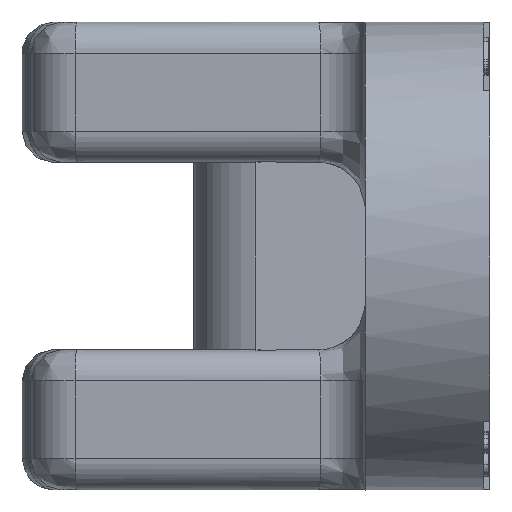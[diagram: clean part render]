
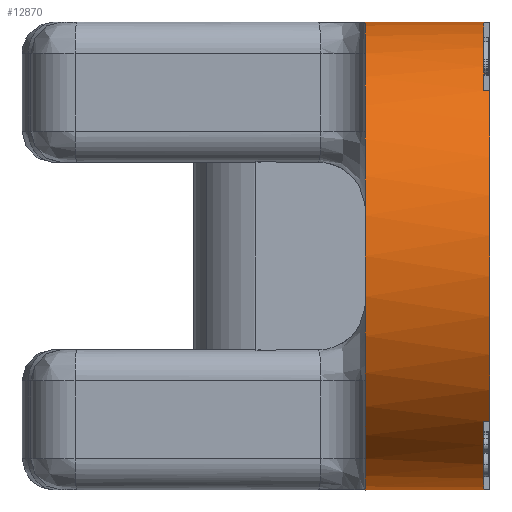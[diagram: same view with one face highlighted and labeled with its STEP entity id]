
A CAD part, left-side view. The second image highlights one B-rep face of the part: STEP entity #12870.
In plain terms, the highlighted cylindrical face has radius 7.5 mm (diameter 15 mm), a partial arc.
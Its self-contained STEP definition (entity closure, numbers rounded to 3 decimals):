
#5=DIRECTION('',(0.,1.,0.));
#6=VECTOR('',#5,3.8);
#7=CARTESIAN_POINT('',(0.,0.2,-7.5));
#8=LINE('',#7,#6);
#149=CARTESIAN_POINT('',(0.,4.,0.));
#150=DIRECTION('',(0.,-1.,0.));
#151=DIRECTION('',(0.,0.,1.));
#152=AXIS2_PLACEMENT_3D('',#149,#150,#151);
#263=CARTESIAN_POINT('',(0.,0.,0.));
#264=DIRECTION('',(0.,1.,0.));
#265=DIRECTION('',(-0.708,0.,-0.707));
#266=AXIS2_PLACEMENT_3D('',#263,#264,#265);
#944=DIRECTION('',(0.,-1.,0.));
#945=VECTOR('',#944,3.8);
#946=CARTESIAN_POINT('',(0.,4.,7.5));
#947=LINE('',#946,#945);
#1333=CARTESIAN_POINT('',(0.,0.2,0.));
#1334=DIRECTION('',(0.,-1.,0.));
#1335=DIRECTION('',(0.,0.,1.));
#1336=AXIS2_PLACEMENT_3D('',#1333,#1334,#1335);
#1338=DIRECTION('',(0.,-1.,0.));
#1339=VECTOR('',#1338,0.2);
#1340=CARTESIAN_POINT('',(-5.307,0.2,5.3));
#1341=LINE('',#1340,#1339);
#1342=DIRECTION('',(0.,-1.,0.));
#1343=VECTOR('',#1342,0.2);
#1344=CARTESIAN_POINT('',(-5.307,0.2,-5.3));
#1345=LINE('',#1344,#1343);
#1346=CARTESIAN_POINT('',(0.,0.2,0.));
#1347=DIRECTION('',(0.,-1.,0.));
#1348=DIRECTION('',(-0.708,0.,-0.707));
#1349=AXIS2_PLACEMENT_3D('',#1346,#1347,#1348);
#8786=CARTESIAN_POINT('',(0.,4.,7.5));
#8787=CARTESIAN_POINT('',(0.,4.,-7.5));
#8788=VERTEX_POINT('',#8786);
#8789=VERTEX_POINT('',#8787);
#8838=CARTESIAN_POINT('',(0.,0.2,-7.5));
#8840=VERTEX_POINT('',#8838);
#8844=CARTESIAN_POINT('',(0.,0.2,7.5));
#8846=VERTEX_POINT('',#8844);
#8852=CARTESIAN_POINT('',(-5.307,0.,-5.3));
#8853=VERTEX_POINT('',#8852);
#8854=CARTESIAN_POINT('',(-5.307,0.,5.3));
#8856=VERTEX_POINT('',#8854);
#8858=CARTESIAN_POINT('',(-5.307,0.2,5.3));
#8859=VERTEX_POINT('',#8858);
#8860=CARTESIAN_POINT('',(-5.307,0.2,-5.3));
#8861=VERTEX_POINT('',#8860);
#12852=CARTESIAN_POINT('',(0.,38.262,0.));
#12853=DIRECTION('',(0.,-1.,0.));
#12854=DIRECTION('',(0.,0.,1.));
#12855=AXIS2_PLACEMENT_3D('',#12852,#12853,#12854);
#12856=CYLINDRICAL_SURFACE('',#12855,7.5);
#12858=ORIENTED_EDGE('',*,*,#12857,.T.);
#12859=ORIENTED_EDGE('',*,*,#12844,.T.);
#12860=ORIENTED_EDGE('',*,*,#11488,.F.);
#12862=ORIENTED_EDGE('',*,*,#12861,.F.);
#12864=ORIENTED_EDGE('',*,*,#12863,.T.);
#12865=ORIENTED_EDGE('',*,*,#11265,.T.);
#12866=ORIENTED_EDGE('',*,*,#11434,.F.);
#12867=ORIENTED_EDGE('',*,*,#12136,.T.);
#12868=EDGE_LOOP('',(#12858,#12859,#12860,#12862,#12864,#12865,#12866,#12867));
#12869=FACE_OUTER_BOUND('',#12868,.F.);
#12870=ADVANCED_FACE('',(#12869),#12856,.T.);
#153=CIRCLE('',#152,7.5);
#267=CIRCLE('',#266,7.5);
#1337=CIRCLE('',#1336,7.5);
#1350=CIRCLE('',#1349,7.5);
#11265=EDGE_CURVE('',#8840,#8789,#8,.T.);
#11434=EDGE_CURVE('',#8788,#8789,#153,.T.);
#11488=EDGE_CURVE('',#8853,#8856,#267,.T.);
#12136=EDGE_CURVE('',#8788,#8846,#947,.T.);
#12844=EDGE_CURVE('',#8859,#8856,#1341,.T.);
#12857=EDGE_CURVE('',#8846,#8859,#1337,.T.);
#12861=EDGE_CURVE('',#8861,#8853,#1345,.T.);
#12863=EDGE_CURVE('',#8861,#8840,#1350,.T.);
